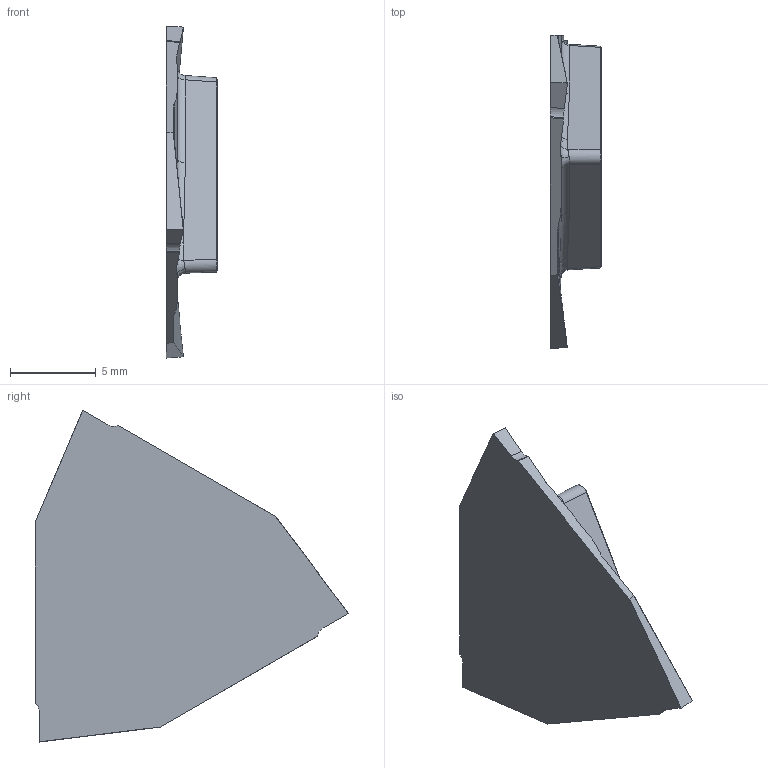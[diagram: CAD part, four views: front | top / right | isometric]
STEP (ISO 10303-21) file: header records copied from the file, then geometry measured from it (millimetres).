
FILE_DESCRIPTION(/* description */ (''),/* implementation_level */ '2;1');
FILE_NAME(/* name */ 'aaa318630_a.stp',/* time_stamp */ '2018-07-03T14:22:28+02:00',/* author */ (''),/* organization */ ('SMS'),/* preprocessor_version */ 'ST-DEVELOPER v15',/* originating_system */ 'SIEMENS PLM Software NX 8.5',/* authorisation */ '');
FILE_SCHEMA (('AUTOMOTIVE_DESIGN { 1 0 10303 214 3 1 1 1 }'));
Length unit declared in the file: millimetre
Products named in the file (1): AAA318630_A
Bounding box: 3 x 18.29 x 19.39 mm (x, y, z)
Volume: 328 mm3; surface area: 569.7 mm2
Topology: 1 solids, 1 shells, 80 faces, 205 edges, 129 vertices
Faces by surface type: plane 29, bspline 27, cylinder 18, torus 6
Entity records: 2956 total; most frequent: CARTESIAN_POINT 1176, ORIENTED_EDGE 408, DIRECTION 298, EDGE_CURVE 204, VERTEX_POINT 126, AXIS2_PLACEMENT_3D 110, ADVANCED_FACE 80, FACE_OUTER_BOUND 80
